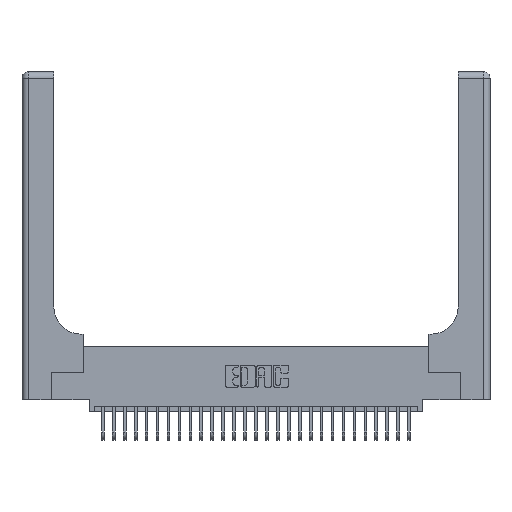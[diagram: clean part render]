
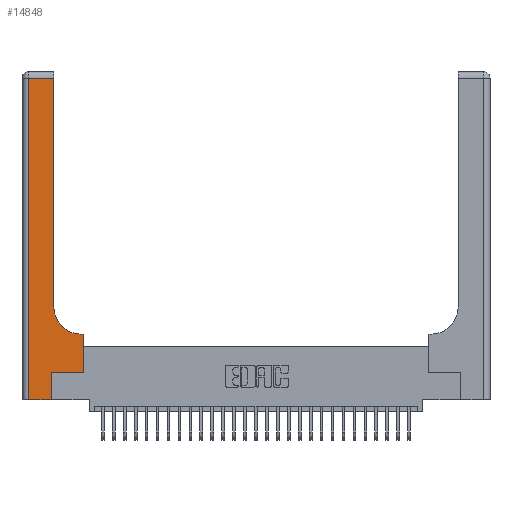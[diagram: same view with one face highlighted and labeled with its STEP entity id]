
A CAD part, top view. The second image highlights one B-rep face of the part: STEP entity #14848.
In plain terms, the highlighted planar face has unit normal (0, 0, 1).
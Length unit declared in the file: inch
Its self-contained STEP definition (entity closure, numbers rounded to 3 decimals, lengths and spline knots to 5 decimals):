
#262 = DIRECTION ( 'NONE',  ( 0., 1., 0. ) ) ;
#504 = ORIENTED_EDGE ( 'NONE', *, *, #20744, .T. ) ;
#698 = EDGE_LOOP ( 'NONE', ( #10450, #9647, #504, #3362, #27784, #8995, #4468, #28844, #11822 ) ) ;
#1334 = VERTEX_POINT ( 'NONE', #8927 ) ;
#3362 = ORIENTED_EDGE ( 'NONE', *, *, #15646, .T. ) ;
#3427 = CARTESIAN_POINT ( 'NONE',  ( 0.5585, 0.25, 0.37 ) ) ;
#3499 = DIRECTION ( 'NONE',  ( 0., -1., 0. ) ) ;
#4468 = ORIENTED_EDGE ( 'NONE', *, *, #23833, .T. ) ;
#4713 = EDGE_CURVE ( 'NONE', #6141, #17233, #6063, .T. ) ;
#4809 = LINE ( 'NONE', #5416, #16658 ) ;
#5416 = CARTESIAN_POINT ( 'NONE',  ( 0.269, 0.25, 0.37 ) ) ;
#5438 = AXIS2_PLACEMENT_3D ( 'NONE', #7951, #10278, #25888 ) ;
#6063 = LINE ( 'NONE', #24285, #28338 ) ;
#6141 = VERTEX_POINT ( 'NONE', #14467 ) ;
#6216 = CARTESIAN_POINT ( 'NONE',  ( 0.5415, 0.6, 0.37 ) ) ;
#6381 = VERTEX_POINT ( 'NONE', #13082 ) ;
#7362 = DIRECTION ( 'NONE',  ( 0., 0., -1. ) ) ;
#7951 = CARTESIAN_POINT ( 'NONE',  ( 0., 3., 0.37 ) ) ;
#8690 = DIRECTION ( 'NONE',  ( 0., 1., 0. ) ) ;
#8927 = CARTESIAN_POINT ( 'NONE',  ( 0.06, 0., 0.37 ) ) ;
#8995 = ORIENTED_EDGE ( 'NONE', *, *, #15225, .T. ) ;
#9647 = ORIENTED_EDGE ( 'NONE', *, *, #28155, .T. ) ;
#9682 = VECTOR ( 'NONE', #262, 39.37008 ) ;
#10057 = CIRCLE ( 'NONE', #19980, 0.25 ) ;
#10278 = DIRECTION ( 'NONE',  ( 0., 0., -1. ) ) ;
#10450 = ORIENTED_EDGE ( 'NONE', *, *, #25093, .T. ) ;
#10771 = VECTOR ( 'NONE', #12670, 39.37008 ) ;
#11158 = VECTOR ( 'NONE', #3499, 39.37008 ) ;
#11486 = FACE_OUTER_BOUND ( 'NONE', #698, .T. ) ;
#11784 = EDGE_CURVE ( 'NONE', #17106, #28884, #10057, .T. ) ;
#11822 = ORIENTED_EDGE ( 'NONE', *, *, #11784, .T. ) ;
#11914 = VERTEX_POINT ( 'NONE', #3427 ) ;
#12047 = DIRECTION ( 'NONE',  ( 1., 0., 0. ) ) ;
#12114 = LINE ( 'NONE', #13474, #23955 ) ;
#12474 = VERTEX_POINT ( 'NONE', #27856 ) ;
#12670 = DIRECTION ( 'NONE',  ( -1., 0., 0. ) ) ;
#13082 = CARTESIAN_POINT ( 'NONE',  ( 0.5585, 0.6, 0.37 ) ) ;
#13474 = CARTESIAN_POINT ( 'NONE',  ( 0., 0., 0.37 ) ) ;
#13509 = VERTEX_POINT ( 'NONE', #27034 ) ;
#13704 = CARTESIAN_POINT ( 'NONE',  ( 0., 2.94, 0.37 ) ) ;
#14467 = CARTESIAN_POINT ( 'NONE',  ( 0.269, 0., 0.37 ) ) ;
#14848 = ADVANCED_FACE ( 'NONE', ( #11486 ), #23644, .F. ) ;
#15225 = EDGE_CURVE ( 'NONE', #17233, #11914, #4809, .T. ) ;
#15395 = CARTESIAN_POINT ( 'NONE',  ( 0.5585, 0.25, 0.37 ) ) ;
#15465 = LINE ( 'NONE', #13704, #21390 ) ;
#15646 = EDGE_CURVE ( 'NONE', #1334, #6141, #12114, .T. ) ;
#15887 = CARTESIAN_POINT ( 'NONE',  ( 0.2915, 3., 0.37 ) ) ;
#16338 = LINE ( 'NONE', #15887, #9682 ) ;
#16658 = VECTOR ( 'NONE', #12047, 39.37008 ) ;
#17106 = VERTEX_POINT ( 'NONE', #6216 ) ;
#17233 = VERTEX_POINT ( 'NONE', #19874 ) ;
#17397 = LINE ( 'NONE', #23784, #10771 ) ;
#17774 = LINE ( 'NONE', #23615, #11158 ) ;
#19874 = CARTESIAN_POINT ( 'NONE',  ( 0.269, 0.25, 0.37 ) ) ;
#19980 = AXIS2_PLACEMENT_3D ( 'NONE', #20746, #7362, #22979 ) ;
#20353 = DIRECTION ( 'NONE',  ( -1., 0., 0. ) ) ;
#20744 = EDGE_CURVE ( 'NONE', #12474, #1334, #17774, .T. ) ;
#20746 = CARTESIAN_POINT ( 'NONE',  ( 0.5415, 0.85, 0.37 ) ) ;
#21390 = VECTOR ( 'NONE', #20353, 39.37008 ) ;
#21975 = VECTOR ( 'NONE', #22102, 39.37008 ) ;
#22102 = DIRECTION ( 'NONE',  ( 0., 1., 0. ) ) ;
#22686 = LINE ( 'NONE', #15395, #21975 ) ;
#22979 = DIRECTION ( 'NONE',  ( 1., 0., 0. ) ) ;
#23615 = CARTESIAN_POINT ( 'NONE',  ( 0.06, 3., 0.37 ) ) ;
#23644 = PLANE ( 'NONE',  #5438 ) ;
#23784 = CARTESIAN_POINT ( 'NONE',  ( 0.2915, 0.6, 0.37 ) ) ;
#23833 = EDGE_CURVE ( 'NONE', #11914, #6381, #22686, .T. ) ;
#23955 = VECTOR ( 'NONE', #26814, 39.37008 ) ;
#24285 = CARTESIAN_POINT ( 'NONE',  ( 0.269, 0., 0.37 ) ) ;
#24787 = EDGE_CURVE ( 'NONE', #6381, #17106, #17397, .T. ) ;
#25093 = EDGE_CURVE ( 'NONE', #28884, #13509, #16338, .T. ) ;
#25470 = CARTESIAN_POINT ( 'NONE',  ( 0.2915, 0.85, 0.37 ) ) ;
#25888 = DIRECTION ( 'NONE',  ( -1., 0., 0. ) ) ;
#26814 = DIRECTION ( 'NONE',  ( 1., 0., 0. ) ) ;
#27034 = CARTESIAN_POINT ( 'NONE',  ( 0.2915, 2.94, 0.37 ) ) ;
#27784 = ORIENTED_EDGE ( 'NONE', *, *, #4713, .T. ) ;
#27856 = CARTESIAN_POINT ( 'NONE',  ( 0.06, 2.94, 0.37 ) ) ;
#28155 = EDGE_CURVE ( 'NONE', #13509, #12474, #15465, .T. ) ;
#28338 = VECTOR ( 'NONE', #8690, 39.37008 ) ;
#28844 = ORIENTED_EDGE ( 'NONE', *, *, #24787, .T. ) ;
#28884 = VERTEX_POINT ( 'NONE', #25470 ) ;
